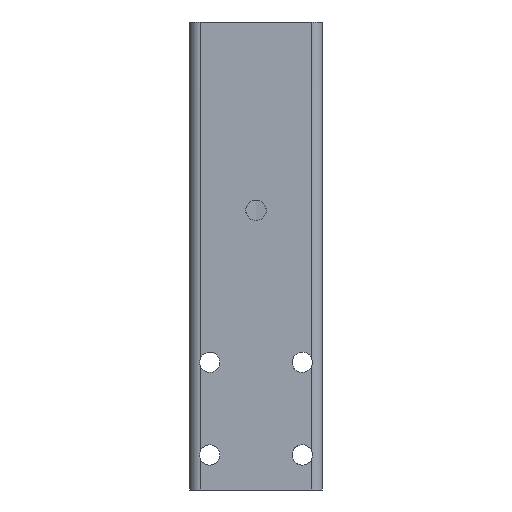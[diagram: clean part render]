
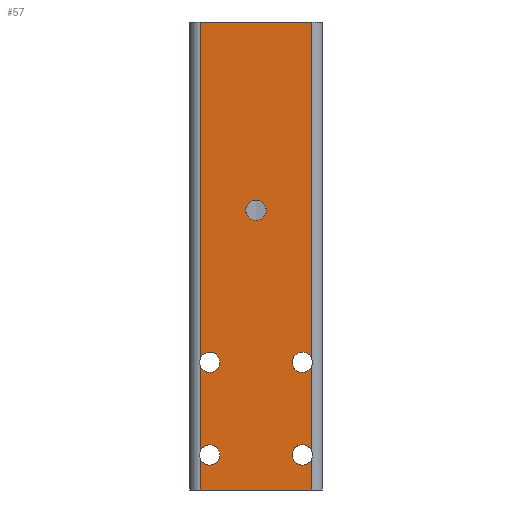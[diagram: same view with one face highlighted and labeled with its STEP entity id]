
A CAD part, left-side view. The second image highlights one B-rep face of the part: STEP entity #57.
In plain terms, the highlighted planar face has unit normal (-1, 0, 0).
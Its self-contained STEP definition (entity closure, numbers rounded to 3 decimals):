
#57=ADVANCED_FACE('',(#338,#340),#342,.T.);
#338=FACE_BOUND('',#339,.T.);
#339=EDGE_LOOP('',(#579,#580,#581,#582,#583,#584,#585,#586,#587,#588,#589,#590,#591,
#592));
#340=FACE_BOUND('',#341,.T.);
#341=EDGE_LOOP('',(#593));
#342=PLANE('',#343);
#343=AXIS2_PLACEMENT_3D('',#344,#345,#346);
#344=CARTESIAN_POINT('',(-6.55,6.5,0.));
#345=DIRECTION('',(-1.,0.,0.));
#346=DIRECTION('',(0.,-1.,0.));
#579=ORIENTED_EDGE('',*,*,#775,.T.);
#580=ORIENTED_EDGE('',*,*,#776,.T.);
#581=ORIENTED_EDGE('',*,*,#777,.F.);
#582=ORIENTED_EDGE('',*,*,#778,.T.);
#583=ORIENTED_EDGE('',*,*,#779,.T.);
#584=ORIENTED_EDGE('',*,*,#780,.F.);
#585=ORIENTED_EDGE('',*,*,#781,.F.);
#586=ORIENTED_EDGE('',*,*,#782,.T.);
#587=ORIENTED_EDGE('',*,*,#783,.T.);
#588=ORIENTED_EDGE('',*,*,#784,.T.);
#589=ORIENTED_EDGE('',*,*,#785,.T.);
#590=ORIENTED_EDGE('',*,*,#786,.T.);
#591=ORIENTED_EDGE('',*,*,#787,.F.);
#592=ORIENTED_EDGE('',*,*,#788,.F.);
#593=ORIENTED_EDGE('',*,*,#789,.T.);
#775=EDGE_CURVE('',#882,#883,#884,.F.);
#776=EDGE_CURVE('',#883,#885,#886,.F.);
#777=EDGE_CURVE('',#887,#885,#888,.T.);
#778=EDGE_CURVE('',#887,#889,#890,.F.);
#779=EDGE_CURVE('',#889,#891,#892,.F.);
#780=EDGE_CURVE('',#893,#891,#894,.T.);
#781=EDGE_CURVE('',#895,#893,#896,.T.);
#782=EDGE_CURVE('',#895,#897,#898,.T.);
#783=EDGE_CURVE('',#897,#899,#900,.F.);
#784=EDGE_CURVE('',#899,#901,#902,.T.);
#785=EDGE_CURVE('',#901,#903,#904,.F.);
#786=EDGE_CURVE('',#903,#905,#906,.T.);
#787=EDGE_CURVE('',#907,#905,#908,.T.);
#788=EDGE_CURVE('',#882,#907,#909,.T.);
#789=EDGE_CURVE('',#910,#910,#911,.F.);
#882=VERTEX_POINT('',#1141);
#883=VERTEX_POINT('',#1142);
#884=CIRCLE('',#1143,1.);
#885=VERTEX_POINT('',#1147);
#886=CIRCLE('',#1148,1.);
#887=VERTEX_POINT('',#1152);
#888=LINE('',#1153,#1154);
#889=VERTEX_POINT('',#1156);
#890=CIRCLE('',#1157,1.);
#891=VERTEX_POINT('',#1161);
#892=CIRCLE('',#1162,1.);
#893=VERTEX_POINT('',#1166);
#894=LINE('',#1167,#1168);
#895=VERTEX_POINT('',#1170);
#896=LINE('',#1171,#1172);
#897=VERTEX_POINT('',#1174);
#898=LINE('',#1175,#1176);
#899=VERTEX_POINT('',#1178);
#900=CIRCLE('',#1179,1.);
#901=VERTEX_POINT('',#1183);
#902=LINE('',#1184,#1185);
#903=VERTEX_POINT('',#1187);
#904=CIRCLE('',#1188,1.);
#905=VERTEX_POINT('',#1192);
#906=LINE('',#1193,#1194);
#907=VERTEX_POINT('',#1196);
#908=LINE('',#1197,#1198);
#909=LINE('',#1200,#1201);
#910=VERTEX_POINT('',#1203);
#911=CIRCLE('',#1204,1.);
#1141=CARTESIAN_POINT('',(-6.55,5.5,-3.134));
#1142=CARTESIAN_POINT('',(-6.55,3.551,-3.449));
#1143=AXIS2_PLACEMENT_3D('',#1144,#1145,#1146);
#1144=CARTESIAN_POINT('',(-6.55,4.551,-3.449));
#1145=DIRECTION('',(-1.,0.,0.));
#1146=DIRECTION('',(0.,-1.,0.));
#1147=CARTESIAN_POINT('',(-6.55,5.5,-3.764));
#1148=AXIS2_PLACEMENT_3D('',#1149,#1150,#1151);
#1149=CARTESIAN_POINT('',(-6.55,4.551,-3.449));
#1150=DIRECTION('',(-1.,0.,0.));
#1151=DIRECTION('',(0.,0.949,-0.315));
#1152=CARTESIAN_POINT('',(-6.55,5.5,-12.236));
#1153=CARTESIAN_POINT('',(-6.55,5.5,-12.236));
#1154=VECTOR('',#1155,1.);
#1155=DIRECTION('',(0.,0.,1.));
#1156=CARTESIAN_POINT('',(-6.55,3.551,-12.551));
#1157=AXIS2_PLACEMENT_3D('',#1158,#1159,#1160);
#1158=CARTESIAN_POINT('',(-6.55,4.551,-12.551));
#1159=DIRECTION('',(-1.,0.,0.));
#1160=DIRECTION('',(0.,-1.,0.));
#1161=CARTESIAN_POINT('',(-6.55,5.5,-12.866));
#1162=AXIS2_PLACEMENT_3D('',#1163,#1164,#1165);
#1163=CARTESIAN_POINT('',(-6.55,4.551,-12.551));
#1164=DIRECTION('',(-1.,0.,0.));
#1165=DIRECTION('',(0.,0.949,-0.315));
#1166=CARTESIAN_POINT('',(-6.55,5.5,-16.));
#1167=CARTESIAN_POINT('',(-6.55,5.5,-16.));
#1168=VECTOR('',#1169,1.);
#1169=DIRECTION('',(0.,0.,1.));
#1170=CARTESIAN_POINT('',(-6.55,-5.5,-16.));
#1171=CARTESIAN_POINT('',(-6.55,-5.5,-16.));
#1172=VECTOR('',#1173,1.);
#1173=DIRECTION('',(0.,1.,0.));
#1174=CARTESIAN_POINT('',(-6.55,-5.5,-12.866));
#1175=CARTESIAN_POINT('',(-6.55,-5.5,-16.));
#1176=VECTOR('',#1177,1.);
#1177=DIRECTION('',(0.,0.,1.));
#1178=CARTESIAN_POINT('',(-6.55,-5.5,-12.236));
#1179=AXIS2_PLACEMENT_3D('',#1180,#1181,#1182);
#1180=CARTESIAN_POINT('',(-6.55,-4.551,-12.551));
#1181=DIRECTION('',(-1.,0.,0.));
#1182=DIRECTION('',(0.,-0.949,0.315));
#1183=CARTESIAN_POINT('',(-6.55,-5.5,-3.764));
#1184=CARTESIAN_POINT('',(-6.55,-5.5,-12.236));
#1185=VECTOR('',#1186,1.);
#1186=DIRECTION('',(0.,0.,1.));
#1187=CARTESIAN_POINT('',(-6.55,-5.5,-3.134));
#1188=AXIS2_PLACEMENT_3D('',#1189,#1190,#1191);
#1189=CARTESIAN_POINT('',(-6.55,-4.551,-3.449));
#1190=DIRECTION('',(-1.,0.,0.));
#1191=DIRECTION('',(0.,-0.949,0.315));
#1192=CARTESIAN_POINT('',(-6.55,-5.5,30.));
#1193=CARTESIAN_POINT('',(-6.55,-5.5,-3.134));
#1194=VECTOR('',#1195,1.);
#1195=DIRECTION('',(0.,0.,1.));
#1196=CARTESIAN_POINT('',(-6.55,5.5,30.));
#1197=CARTESIAN_POINT('',(-6.55,5.5,30.));
#1198=VECTOR('',#1199,1.);
#1199=DIRECTION('',(0.,-1.,0.));
#1200=CARTESIAN_POINT('',(-6.55,5.5,-3.134));
#1201=VECTOR('',#1202,1.);
#1202=DIRECTION('',(0.,0.,1.));
#1203=CARTESIAN_POINT('',(-6.55,1.,11.494));
#1204=AXIS2_PLACEMENT_3D('',#1205,#1206,#1207);
#1205=CARTESIAN_POINT('',(-6.55,0.,11.494));
#1206=DIRECTION('',(-1.,0.,0.));
#1207=DIRECTION('',(0.,1.,0.));
